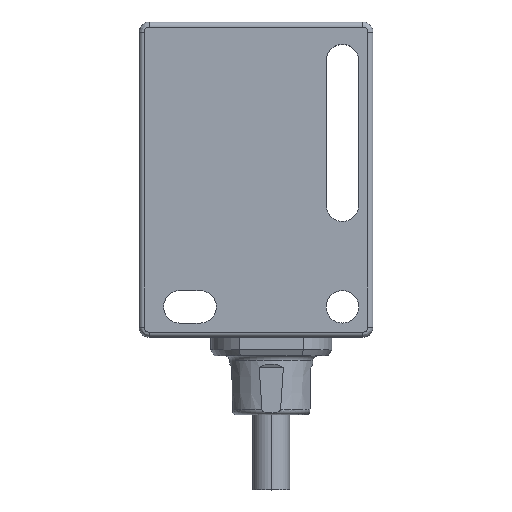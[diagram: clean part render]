
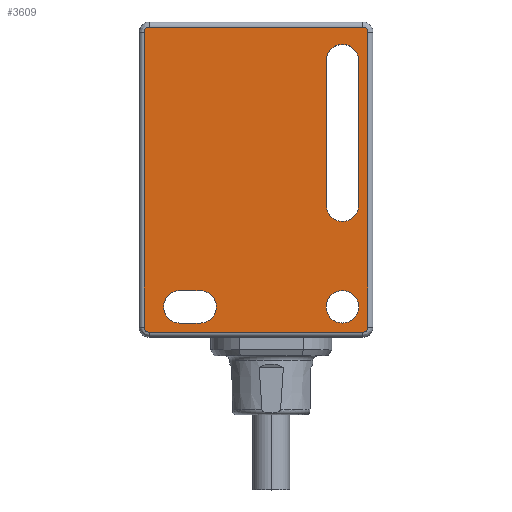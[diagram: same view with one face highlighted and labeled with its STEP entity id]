
A CAD part, top view. The second image highlights one B-rep face of the part: STEP entity #3609.
In plain terms, the highlighted planar face has unit normal (0, 0, 1).
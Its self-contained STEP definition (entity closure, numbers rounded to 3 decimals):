
#572=DIRECTION('',(1.,0.,0.));
#573=VECTOR('',#572,21.);
#574=CARTESIAN_POINT('',(1.,-30.5,5.5));
#575=LINE('',#574,#573);
#586=CARTESIAN_POINT('',(1.,-30.,5.5));
#587=DIRECTION('',(0.,0.,1.));
#588=DIRECTION('',(-1.,0.,0.));
#589=AXIS2_PLACEMENT_3D('',#586,#587,#588);
#610=CARTESIAN_POINT('',(20.,-28.,5.5));
#611=DIRECTION('',(0.,0.,1.));
#612=DIRECTION('',(1.,0.,0.));
#613=AXIS2_PLACEMENT_3D('',#610,#611,#612);
#618=CARTESIAN_POINT('',(20.,-28.,5.5));
#619=DIRECTION('',(0.,0.,1.));
#620=DIRECTION('',(-1.,0.,0.));
#621=AXIS2_PLACEMENT_3D('',#618,#619,#620);
#626=CARTESIAN_POINT('',(20.,-3.8,5.5));
#627=DIRECTION('',(0.,0.,1.));
#628=DIRECTION('',(1.,0.,0.));
#629=AXIS2_PLACEMENT_3D('',#626,#627,#628);
#634=DIRECTION('',(0.,-1.,0.));
#635=VECTOR('',#634,14.2);
#636=CARTESIAN_POINT('',(18.4,-3.8,5.5));
#637=LINE('',#636,#635);
#641=CARTESIAN_POINT('',(20.,-18.,5.5));
#642=DIRECTION('',(0.,0.,1.));
#643=DIRECTION('',(-1.,0.,0.));
#644=AXIS2_PLACEMENT_3D('',#641,#642,#643);
#649=DIRECTION('',(0.,1.,0.));
#650=VECTOR('',#649,14.2);
#651=CARTESIAN_POINT('',(21.6,-18.,5.5));
#652=LINE('',#651,#650);
#656=CARTESIAN_POINT('',(4.,-28.,5.5));
#657=DIRECTION('',(0.,0.,1.));
#658=DIRECTION('',(0.,1.,0.));
#659=AXIS2_PLACEMENT_3D('',#656,#657,#658);
#664=DIRECTION('',(1.,0.,0.));
#665=VECTOR('',#664,2.);
#666=CARTESIAN_POINT('',(4.,-29.6,5.5));
#667=LINE('',#666,#665);
#671=CARTESIAN_POINT('',(6.,-28.,5.5));
#672=DIRECTION('',(0.,0.,1.));
#673=DIRECTION('',(0.,-1.,0.));
#674=AXIS2_PLACEMENT_3D('',#671,#672,#673);
#679=DIRECTION('',(-1.,0.,0.));
#680=VECTOR('',#679,2.);
#681=CARTESIAN_POINT('',(6.,-26.4,5.5));
#682=LINE('',#681,#680);
#686=CARTESIAN_POINT('',(1.,-1.,5.5));
#687=DIRECTION('',(0.,0.,1.));
#688=DIRECTION('',(0.,1.,0.));
#689=AXIS2_PLACEMENT_3D('',#686,#687,#688);
#710=DIRECTION('',(0.,-1.,0.));
#711=VECTOR('',#710,29.);
#712=CARTESIAN_POINT('',(0.5,-1.,5.5));
#713=LINE('',#712,#711);
#1144=DIRECTION('',(-1.,0.,0.));
#1145=VECTOR('',#1144,21.);
#1146=CARTESIAN_POINT('',(22.,-0.5,5.5));
#1147=LINE('',#1146,#1145);
#1166=CARTESIAN_POINT('',(22.,-1.,5.5));
#1167=DIRECTION('',(0.,0.,1.));
#1168=DIRECTION('',(1.,0.,0.));
#1169=AXIS2_PLACEMENT_3D('',#1166,#1167,#1168);
#1190=DIRECTION('',(0.,1.,0.));
#1191=VECTOR('',#1190,29.);
#1192=CARTESIAN_POINT('',(22.5,-30.,5.5));
#1193=LINE('',#1192,#1191);
#1212=CARTESIAN_POINT('',(22.,-30.,5.5));
#1213=DIRECTION('',(0.,0.,1.));
#1214=DIRECTION('',(0.,-1.,0.));
#1215=AXIS2_PLACEMENT_3D('',#1212,#1213,#1214);
#2652=CARTESIAN_POINT('',(21.6,-28.,5.5));
#2653=CARTESIAN_POINT('',(18.4,-28.,5.5));
#2654=VERTEX_POINT('',#2652);
#2655=VERTEX_POINT('',#2653);
#2656=CARTESIAN_POINT('',(21.6,-3.8,5.5));
#2657=CARTESIAN_POINT('',(18.4,-3.8,5.5));
#2658=VERTEX_POINT('',#2656);
#2659=VERTEX_POINT('',#2657);
#2660=CARTESIAN_POINT('',(18.4,-18.,5.5));
#2661=VERTEX_POINT('',#2660);
#2662=CARTESIAN_POINT('',(21.6,-18.,5.5));
#2663=VERTEX_POINT('',#2662);
#2688=CARTESIAN_POINT('',(4.,-26.4,5.5));
#2689=CARTESIAN_POINT('',(4.,-29.6,5.5));
#2690=VERTEX_POINT('',#2688);
#2691=VERTEX_POINT('',#2689);
#2692=CARTESIAN_POINT('',(6.,-29.6,5.5));
#2693=VERTEX_POINT('',#2692);
#2694=CARTESIAN_POINT('',(6.,-26.4,5.5));
#2695=VERTEX_POINT('',#2694);
#2744=CARTESIAN_POINT('',(1.,-0.5,5.5));
#2745=CARTESIAN_POINT('',(0.5,-1.,5.5));
#2746=VERTEX_POINT('',#2744);
#2747=VERTEX_POINT('',#2745);
#2752=CARTESIAN_POINT('',(0.5,-30.,5.5));
#2753=VERTEX_POINT('',#2752);
#2756=CARTESIAN_POINT('',(1.,-30.5,5.5));
#2757=VERTEX_POINT('',#2756);
#2760=CARTESIAN_POINT('',(22.,-30.5,5.5));
#2761=VERTEX_POINT('',#2760);
#2762=CARTESIAN_POINT('',(22.5,-30.,5.5));
#2763=VERTEX_POINT('',#2762);
#2768=CARTESIAN_POINT('',(22.5,-1.,5.5));
#2769=VERTEX_POINT('',#2768);
#2772=CARTESIAN_POINT('',(22.,-0.5,5.5));
#2773=VERTEX_POINT('',#2772);
#3562=CARTESIAN_POINT('',(0.,0.,5.5));
#3563=DIRECTION('',(0.,0.,1.));
#3564=DIRECTION('',(1.,0.,0.));
#3565=AXIS2_PLACEMENT_3D('',#3562,#3563,#3564);
#3566=PLANE('',#3565);
#3568=ORIENTED_EDGE('',*,*,#3567,.F.);
#3570=ORIENTED_EDGE('',*,*,#3569,.F.);
#3572=ORIENTED_EDGE('',*,*,#3571,.F.);
#3574=ORIENTED_EDGE('',*,*,#3573,.F.);
#3576=ORIENTED_EDGE('',*,*,#3575,.F.);
#3577=ORIENTED_EDGE('',*,*,#3528,.F.);
#3578=ORIENTED_EDGE('',*,*,#3553,.F.);
#3580=ORIENTED_EDGE('',*,*,#3579,.F.);
#3581=EDGE_LOOP('',(#3568,#3570,#3572,#3574,#3576,#3577,#3578,#3580));
#3582=FACE_OUTER_BOUND('',#3581,.F.);
#3584=ORIENTED_EDGE('',*,*,#3583,.T.);
#3586=ORIENTED_EDGE('',*,*,#3585,.T.);
#3587=EDGE_LOOP('',(#3584,#3586));
#3588=FACE_BOUND('',#3587,.F.);
#3590=ORIENTED_EDGE('',*,*,#3589,.T.);
#3592=ORIENTED_EDGE('',*,*,#3591,.T.);
#3594=ORIENTED_EDGE('',*,*,#3593,.T.);
#3596=ORIENTED_EDGE('',*,*,#3595,.T.);
#3597=EDGE_LOOP('',(#3590,#3592,#3594,#3596));
#3598=FACE_BOUND('',#3597,.F.);
#3600=ORIENTED_EDGE('',*,*,#3599,.T.);
#3602=ORIENTED_EDGE('',*,*,#3601,.T.);
#3604=ORIENTED_EDGE('',*,*,#3603,.T.);
#3606=ORIENTED_EDGE('',*,*,#3605,.T.);
#3607=EDGE_LOOP('',(#3600,#3602,#3604,#3606));
#3608=FACE_BOUND('',#3607,.F.);
#3609=ADVANCED_FACE('',(#3582,#3588,#3598,#3608),#3566,.T.);
#590=CIRCLE('',#589,0.5);
#614=CIRCLE('',#613,1.6);
#622=CIRCLE('',#621,1.6);
#630=CIRCLE('',#629,1.6);
#645=CIRCLE('',#644,1.6);
#660=CIRCLE('',#659,1.6);
#675=CIRCLE('',#674,1.6);
#690=CIRCLE('',#689,0.5);
#1170=CIRCLE('',#1169,0.5);
#1216=CIRCLE('',#1215,0.5);
#3528=EDGE_CURVE('',#2757,#2761,#575,.T.);
#3553=EDGE_CURVE('',#2753,#2757,#590,.T.);
#3567=EDGE_CURVE('',#2746,#2747,#690,.T.);
#3569=EDGE_CURVE('',#2773,#2746,#1147,.T.);
#3571=EDGE_CURVE('',#2769,#2773,#1170,.T.);
#3573=EDGE_CURVE('',#2763,#2769,#1193,.T.);
#3575=EDGE_CURVE('',#2761,#2763,#1216,.T.);
#3579=EDGE_CURVE('',#2747,#2753,#713,.T.);
#3583=EDGE_CURVE('',#2654,#2655,#614,.T.);
#3585=EDGE_CURVE('',#2655,#2654,#622,.T.);
#3589=EDGE_CURVE('',#2658,#2659,#630,.T.);
#3591=EDGE_CURVE('',#2659,#2661,#637,.T.);
#3593=EDGE_CURVE('',#2661,#2663,#645,.T.);
#3595=EDGE_CURVE('',#2663,#2658,#652,.T.);
#3599=EDGE_CURVE('',#2690,#2691,#660,.T.);
#3601=EDGE_CURVE('',#2691,#2693,#667,.T.);
#3603=EDGE_CURVE('',#2693,#2695,#675,.T.);
#3605=EDGE_CURVE('',#2695,#2690,#682,.T.);
